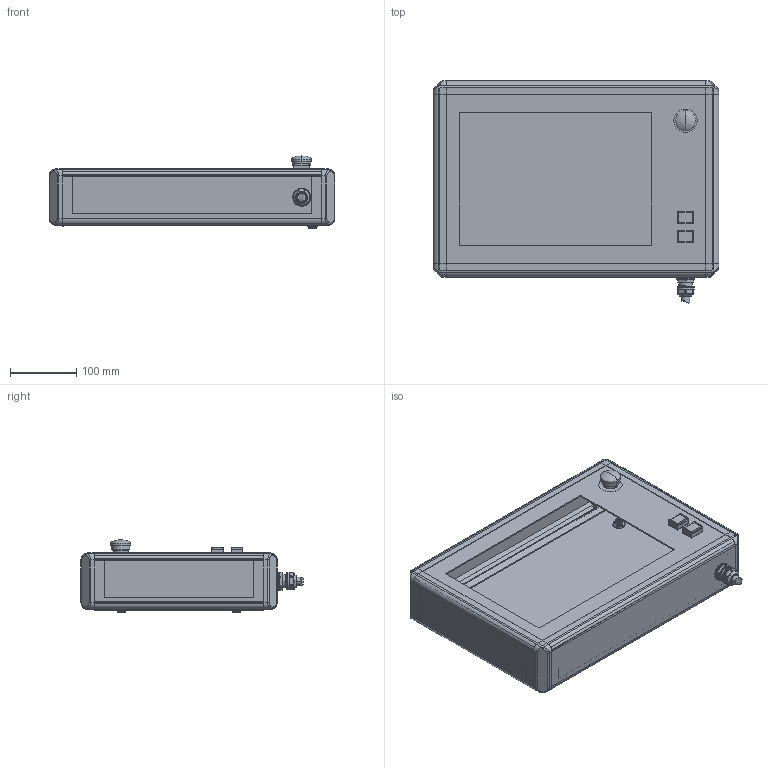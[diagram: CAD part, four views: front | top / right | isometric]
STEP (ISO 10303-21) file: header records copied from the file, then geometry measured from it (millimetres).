
FILE_DESCRIPTION (( 'STEP AP203' ), '1' );
FILE_NAME ('CCC-A01T-STP.step', '2025-06-24T04:47:27', ( '' ), ( '' ), 'SwSTEP 2.0', 'SolidWorks 2020', '' );
FILE_SCHEMA (( 'CONFIG_CONTROL_DESIGN' ));
Length unit declared in the file: millimetre
Products named in the file (11): NUT; A165E_LS_24D-01; _X2_30B430E030D630C330B730E5_X0_; OA-W1613B_ASSY_007; CCC-A01T-STP; A165L-JGM-24D-1; 旕忢掆巭及腟(兂35) C4P-135S; BOX_SET; OA-W1613; panel_back_set
Assembly tree (11 placements, depth 4):
  CCC-A01T-STP
    BOX_SET
    panel_back_set
    旕忢掆巭及腟(兂35) C4P-135S
    A165E_LS_24D-01
    A165L-JGM-24D-1  x2
    OA-W1613B_ASSY_007
      OA-W1613
        OA-W1613
        _X2_30B430E030D630C330B730E5_X0_
      NUT
Bounding box: 430 x 334.05 x 108.75 mm (x, y, z)
Volume: 825395.1 mm3; surface area: 733849.7 mm2
Topology: 13 solids, 21 shells, 1548 faces, 3934 edges, 2502 vertices
Faces by surface type: plane 880, cylinder 396, bspline 144, cone 88, torus 36, sphere 4
Entity records: 55023 total; most frequent: CARTESIAN_POINT 18450, ORIENTED_EDGE 7680, DIRECTION 6910, EDGE_CURVE 3840, VERTEX_POINT 2446, AXIS2_PLACEMENT_3D 2315, LINE 2280, VECTOR 2280
